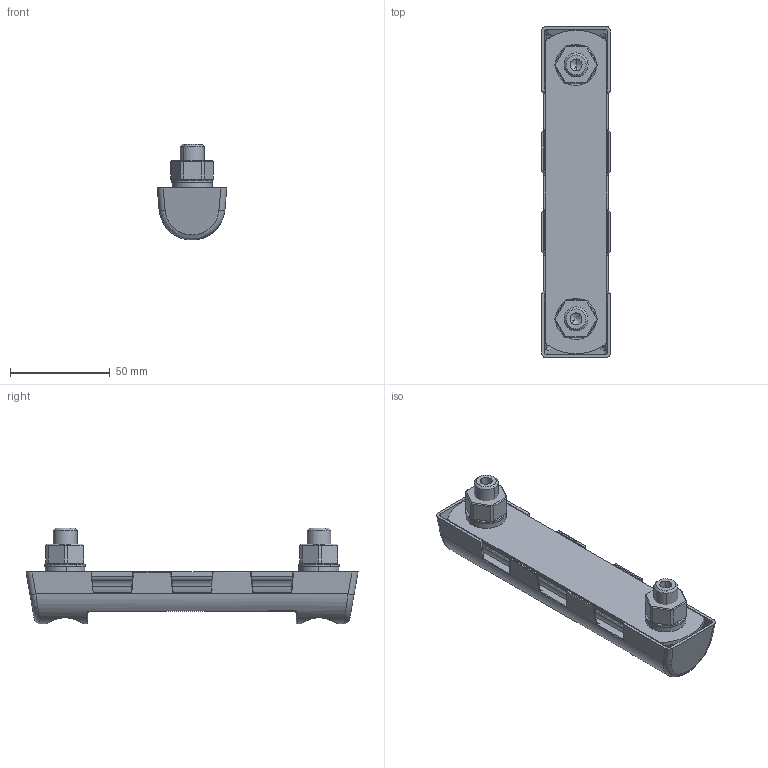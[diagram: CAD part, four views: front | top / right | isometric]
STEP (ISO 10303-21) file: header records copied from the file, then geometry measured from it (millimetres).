
FILE_DESCRIPTION(/* description */ ('Unknown'),/* implementation_level */ '2;1');
FILE_NAME(/* name */ 'OF.10220-001',/* time_stamp */ '2023-07-27T09:04:10+02:00',/* author */ ('Unknown'),/* organization */ ('Unknown'),/* preprocessor_version */ 'ST-DEVELOPER v18.102',/* originating_system */ 'Solid Edge',/* authorisation */ 'Unknown');
FILE_SCHEMA (('AUTOMOTIVE_DESIGN {1 0 10303 214 3 1 1}'));
Length unit declared in the file: millimetre
Products named in the file (8): 649_LT2TP-M12; LT2T; LT2-P-CUSTODIA; V-LT2-M12-C; OR115; LG1-GUARN; RED-12JUNI8842; DADO-M12
Assembly tree (12 placements, depth 2):
  649_LT2TP-M12
    LT2T
    LT2-P-CUSTODIA
    V-LT2-M12-C  x2
    OR115  x2
    LG1-GUARN  x2
    RED-12JUNI8842  x2
    DADO-M12  x2
Bounding box: 34.79 x 166 x 47.98 mm (x, y, z)
Volume: 41382.8 mm3; surface area: 59073.9 mm2
Topology: 14 solids, 15 shells, 730 faces, 1789 edges, 1056 vertices
Faces by surface type: plane 318, cylinder 243, torus 64, bspline 53, cone 33, sphere 19
Entity records: 23736 total; most frequent: CARTESIAN_POINT 11577, ORIENTED_EDGE 2648, DIRECTION 2177, EDGE_CURVE 1324, VERTEX_POINT 795, AXIS2_PLACEMENT_3D 757, LINE 663, VECTOR 663
